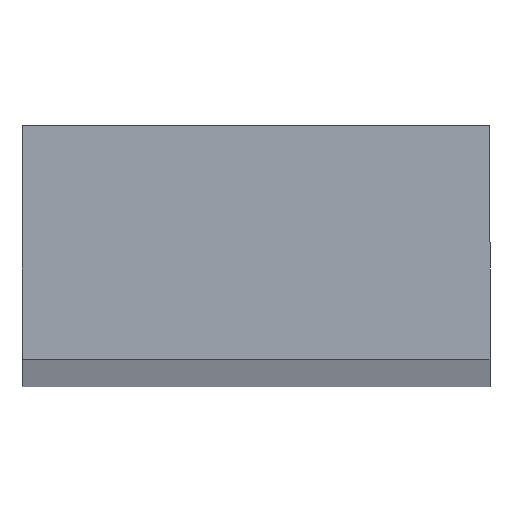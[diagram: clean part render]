
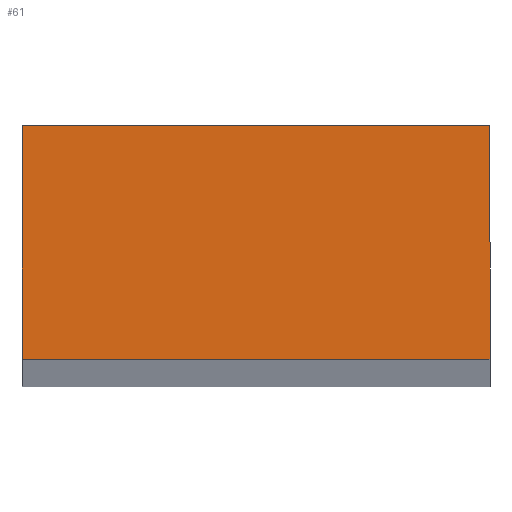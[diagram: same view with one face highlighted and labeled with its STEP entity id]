
A CAD part, top view. The second image highlights one B-rep face of the part: STEP entity #61.
In plain terms, the highlighted planar face has unit normal (0, 0, 1).
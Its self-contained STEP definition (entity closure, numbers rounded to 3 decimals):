
#1 = VECTOR ( 'NONE', #145, 1000. ) ;
#24 = VECTOR ( 'NONE', #197, 1000. ) ;
#39 = FACE_OUTER_BOUND ( 'NONE', #126, .T. ) ;
#40 = AXIS2_PLACEMENT_3D ( 'NONE', #160, #169, #167 ) ;
#43 = VECTOR ( 'NONE', #139, 1000. ) ;
#45 = VECTOR ( 'NONE', #159, 1000. ) ;
#49 = EDGE_CURVE ( 'NONE', #113, #161, #137, .T. ) ;
#52 = EDGE_CURVE ( 'NONE', #95, #175, #143, .T. ) ;
#60 = EDGE_CURVE ( 'NONE', #175, #113, #162, .T. ) ;
#61 = ADVANCED_FACE ( 'NONE', ( #39 ), #157, .T. ) ;
#68 = EDGE_CURVE ( 'NONE', #161, #95, #178, .T. ) ;
#95 = VERTEX_POINT ( 'NONE', #186 ) ;
#103 = ORIENTED_EDGE ( 'NONE', *, *, #60, .T. ) ;
#107 = ORIENTED_EDGE ( 'NONE', *, *, #68, .T. ) ;
#113 = VERTEX_POINT ( 'NONE', #188 ) ;
#118 = ORIENTED_EDGE ( 'NONE', *, *, #49, .T. ) ;
#120 = ORIENTED_EDGE ( 'NONE', *, *, #52, .T. ) ;
#126 = EDGE_LOOP ( 'NONE', ( #120, #103, #118, #107 ) ) ;
#137 = LINE ( 'NONE', #138, #43 ) ;
#138 = CARTESIAN_POINT ( 'NONE',  ( 15., 7.5, 500. ) ) ;
#139 = DIRECTION ( 'NONE',  ( 0., 1., 0. ) ) ;
#143 = LINE ( 'NONE', #144, #1 ) ;
#144 = CARTESIAN_POINT ( 'NONE',  ( -15., 7.5, 500. ) ) ;
#145 = DIRECTION ( 'NONE',  ( 0., -1., 0. ) ) ;
#157 = PLANE ( 'NONE',  #40 ) ;
#159 = DIRECTION ( 'NONE',  ( 1., 0., 0. ) ) ;
#160 = CARTESIAN_POINT ( 'NONE',  ( 0., 0., 500. ) ) ;
#161 = VERTEX_POINT ( 'NONE', #185 ) ;
#162 = LINE ( 'NONE', #163, #45 ) ;
#163 = CARTESIAN_POINT ( 'NONE',  ( -15., -7.5, 500. ) ) ;
#167 = DIRECTION ( 'NONE',  ( 1., 0., 0. ) ) ;
#169 = DIRECTION ( 'NONE',  ( 0., 0., 1. ) ) ;
#175 = VERTEX_POINT ( 'NONE', #184 ) ;
#178 = LINE ( 'NONE', #194, #24 ) ;
#184 = CARTESIAN_POINT ( 'NONE',  ( -15., -7.5, 500. ) ) ;
#185 = CARTESIAN_POINT ( 'NONE',  ( 15., 7.5, 500. ) ) ;
#186 = CARTESIAN_POINT ( 'NONE',  ( -15., 7.5, 500. ) ) ;
#188 = CARTESIAN_POINT ( 'NONE',  ( 15., -7.5, 500. ) ) ;
#194 = CARTESIAN_POINT ( 'NONE',  ( -15., 7.5, 500. ) ) ;
#197 = DIRECTION ( 'NONE',  ( -1., 0., 0. ) ) ;
